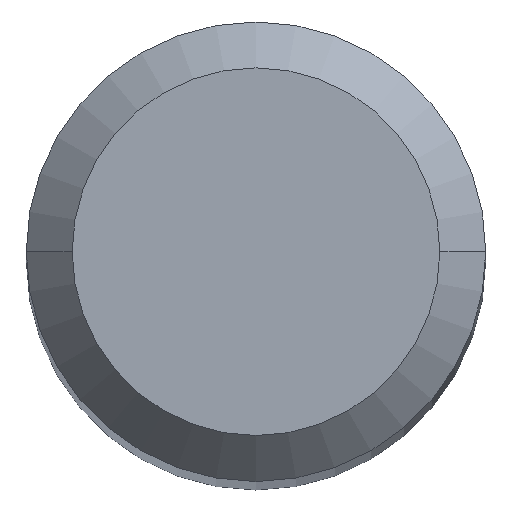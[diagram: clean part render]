
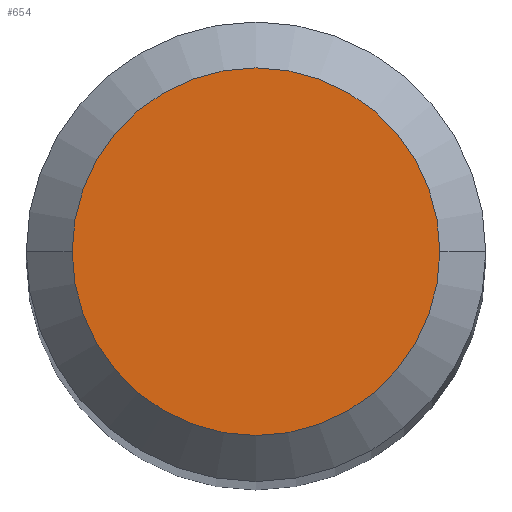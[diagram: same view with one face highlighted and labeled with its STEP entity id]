
A CAD part, top view. The second image highlights one B-rep face of the part: STEP entity #654.
In plain terms, the highlighted planar face has unit normal (0, 0, 1).
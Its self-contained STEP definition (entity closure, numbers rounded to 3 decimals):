
#39 = AXIS2_PLACEMENT_3D ( 'NONE', #468, #679, #42 ) ;
#41 = FACE_OUTER_BOUND ( 'NONE', #326, .T. ) ;
#42 = DIRECTION ( 'NONE',  ( -1., 0., 0. ) ) ;
#81 = EDGE_CURVE ( 'NONE', #121, #219, #319, .T. ) ;
#85 = EDGE_CURVE ( 'NONE', #219, #121, #457, .T. ) ;
#121 = VERTEX_POINT ( 'NONE', #136 ) ;
#128 = DIRECTION ( 'NONE',  ( -1., 0., 0. ) ) ;
#136 = CARTESIAN_POINT ( 'NONE',  ( -1.2, 0., 38. ) ) ;
#137 = AXIS2_PLACEMENT_3D ( 'NONE', #473, #650, #128 ) ;
#180 = ORIENTED_EDGE ( 'NONE', *, *, #81, .F. ) ;
#192 = PLANE ( 'NONE',  #407 ) ;
#219 = VERTEX_POINT ( 'NONE', #406 ) ;
#255 = CARTESIAN_POINT ( 'NONE',  ( 0., 0., 38. ) ) ;
#319 = CIRCLE ( 'NONE', #137, 1.2 ) ;
#326 = EDGE_LOOP ( 'NONE', ( #180, #383 ) ) ;
#383 = ORIENTED_EDGE ( 'NONE', *, *, #85, .F. ) ;
#406 = CARTESIAN_POINT ( 'NONE',  ( 1.2, 0., 38. ) ) ;
#407 = AXIS2_PLACEMENT_3D ( 'NONE', #255, #591, #537 ) ;
#457 = CIRCLE ( 'NONE', #39, 1.2 ) ;
#468 = CARTESIAN_POINT ( 'NONE',  ( 0., 0., 38. ) ) ;
#473 = CARTESIAN_POINT ( 'NONE',  ( 0., 0., 38. ) ) ;
#537 = DIRECTION ( 'NONE',  ( -1., 0., 0. ) ) ;
#591 = DIRECTION ( 'NONE',  ( 0., 0., -1. ) ) ;
#650 = DIRECTION ( 'NONE',  ( 0., 0., -1. ) ) ;
#654 = ADVANCED_FACE ( 'NONE', ( #41 ), #192, .F. ) ;
#679 = DIRECTION ( 'NONE',  ( 0., 0., -1. ) ) ;
